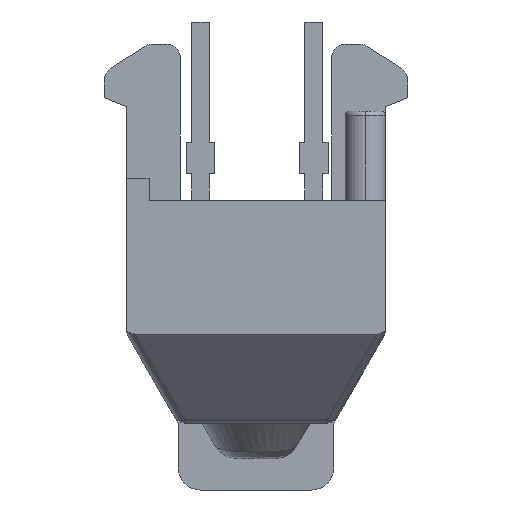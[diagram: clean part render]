
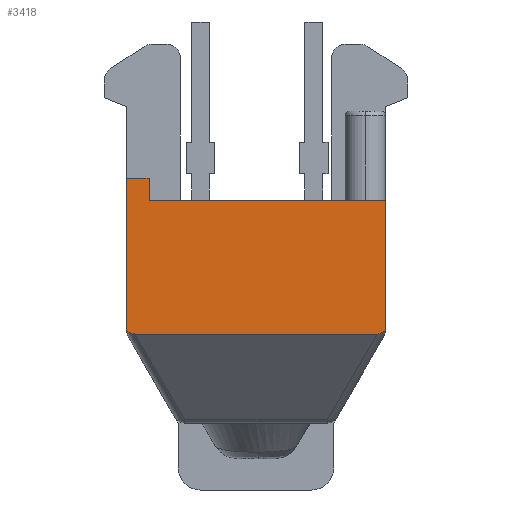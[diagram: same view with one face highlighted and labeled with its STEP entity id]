
A CAD part, left-side view. The second image highlights one B-rep face of the part: STEP entity #3418.
In plain terms, the highlighted planar face has unit normal (-1, 0, 0).
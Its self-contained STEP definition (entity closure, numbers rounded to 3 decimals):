
#1 = ORIENTED_EDGE ( 'NONE', *, *, #3848, .F. ) ;
#84 = VERTEX_POINT ( 'NONE', #6561 ) ;
#156 = LINE ( 'NONE', #4768, #10815 ) ;
#216 = FACE_OUTER_BOUND ( 'NONE', #3520, .T. ) ;
#321 = ORIENTED_EDGE ( 'NONE', *, *, #1969, .T. ) ;
#923 = EDGE_CURVE ( 'NONE', #8066, #6179, #3424, .T. ) ;
#1025 = VERTEX_POINT ( 'NONE', #5661 ) ;
#1120 = CARTESIAN_POINT ( 'NONE',  ( 0., 5.3, 3.5 ) ) ;
#1169 = VECTOR ( 'NONE', #4316, 1000. ) ;
#1183 = VECTOR ( 'NONE', #7264, 1000. ) ;
#1445 = VERTEX_POINT ( 'NONE', #5157 ) ;
#1791 = LINE ( 'NONE', #3308, #1169 ) ;
#1969 = EDGE_CURVE ( 'NONE', #11584, #10752, #156, .T. ) ;
#2012 = ORIENTED_EDGE ( 'NONE', *, *, #9154, .T. ) ;
#2166 = ORIENTED_EDGE ( 'NONE', *, *, #6256, .F. ) ;
#2297 = ORIENTED_EDGE ( 'NONE', *, *, #4211, .T. ) ;
#2314 = CARTESIAN_POINT ( 'NONE',  ( 0., 0.187, 0. ) ) ;
#2344 = VERTEX_POINT ( 'NONE', #3812 ) ;
#2607 = EDGE_CURVE ( 'NONE', #1445, #1025, #6725, .T. ) ;
#2652 = CARTESIAN_POINT ( 'NONE',  ( 0., 5.3, 3.5 ) ) ;
#2799 = DIRECTION ( 'NONE',  ( 0., -1., 0. ) ) ;
#3308 = CARTESIAN_POINT ( 'NONE',  ( 0., 5.8, 3. ) ) ;
#3342 =( BOUNDED_CURVE ( )  B_SPLINE_CURVE ( 3, ( #9238, #3999, #10748, #5575 ),
 .UNSPECIFIED., .F., .F. ) 
 B_SPLINE_CURVE_WITH_KNOTS ( ( 4, 4 ),
 ( 5.263, 5.922 ),
 .UNSPECIFIED. ) 
 CURVE ( )  GEOMETRIC_REPRESENTATION_ITEM ( )  RATIONAL_B_SPLINE_CURVE ( ( 1., 0.964, 0.964, 1. ) ) 
 REPRESENTATION_ITEM ( '' )  );
#3393 = ORIENTED_EDGE ( 'NONE', *, *, #2607, .F. ) ;
#3418 = ADVANCED_FACE ( 'NONE', ( #216 ), #8852, .F. ) ;
#3424 = LINE ( 'NONE', #3705, #11128 ) ;
#3510 = CARTESIAN_POINT ( 'NONE',  ( 0., 0.187, 0. ) ) ;
#3520 = EDGE_LOOP ( 'NONE', ( #2297, #2012, #321, #8415, #6085, #3393, #1, #2166, #4398 ) ) ;
#3523 = AXIS2_PLACEMENT_3D ( 'NONE', #5540, #9722, #9089 ) ;
#3705 = CARTESIAN_POINT ( 'NONE',  ( 0., 5.8, 3.5 ) ) ;
#3812 = CARTESIAN_POINT ( 'NONE',  ( 0., 5.8, 0.074 ) ) ;
#3848 = EDGE_CURVE ( 'NONE', #6952, #1445, #1791, .T. ) ;
#3852 = CARTESIAN_POINT ( 'NONE',  ( 0., 0.062, 0.026 ) ) ;
#3999 = CARTESIAN_POINT ( 'NONE',  ( 0., 5.738, 0.026 ) ) ;
#4211 = EDGE_CURVE ( 'NONE', #8066, #2344, #9326, .T. ) ;
#4276 = CARTESIAN_POINT ( 'NONE',  ( 0., 5.8, 3. ) ) ;
#4316 = DIRECTION ( 'NONE',  ( 0., -1., 0. ) ) ;
#4398 = ORIENTED_EDGE ( 'NONE', *, *, #923, .F. ) ;
#4473 = DIRECTION ( 'NONE',  ( 0., 0., -1. ) ) ;
#4584 = VECTOR ( 'NONE', #4473, 1000. ) ;
#4768 = CARTESIAN_POINT ( 'NONE',  ( 0., 1.67, 0. ) ) ;
#4899 = VECTOR ( 'NONE', #5716, 1000. ) ;
#5157 = CARTESIAN_POINT ( 'NONE',  ( 0., 0.45, 3. ) ) ;
#5367 = DIRECTION ( 'NONE',  ( 0., -1., 0. ) ) ;
#5393 = EDGE_CURVE ( 'NONE', #1025, #84, #7610, .T. ) ;
#5540 = CARTESIAN_POINT ( 'NONE',  ( 0., 1.67, 3. ) ) ;
#5575 = CARTESIAN_POINT ( 'NONE',  ( 0., 5.613, 0. ) ) ;
#5661 = CARTESIAN_POINT ( 'NONE',  ( 0., 0., 3. ) ) ;
#5716 = DIRECTION ( 'NONE',  ( 0., 0., -1. ) ) ;
#6085 = ORIENTED_EDGE ( 'NONE', *, *, #5393, .F. ) ;
#6179 = VERTEX_POINT ( 'NONE', #1120 ) ;
#6256 = EDGE_CURVE ( 'NONE', #6179, #6952, #6377, .T. ) ;
#6377 = LINE ( 'NONE', #2652, #4584 ) ;
#6561 = CARTESIAN_POINT ( 'NONE',  ( 0., 0., 0.074 ) ) ;
#6725 = LINE ( 'NONE', #8854, #11114 ) ;
#6798 = CARTESIAN_POINT ( 'NONE',  ( 0., 5.3, 3. ) ) ;
#6952 = VERTEX_POINT ( 'NONE', #6798 ) ;
#7264 = DIRECTION ( 'NONE',  ( 0., 0., -1. ) ) ;
#7285 = EDGE_CURVE ( 'NONE', #10752, #84, #8008, .T. ) ;
#7610 = LINE ( 'NONE', #10147, #4899 ) ;
#8008 =( BOUNDED_CURVE ( )  B_SPLINE_CURVE ( 3, ( #2314, #9100, #3852, #10591 ),
 .UNSPECIFIED., .F., .F. ) 
 B_SPLINE_CURVE_WITH_KNOTS ( ( 4, 4 ),
 ( 3.503, 4.162 ),
 .UNSPECIFIED. ) 
 CURVE ( )  GEOMETRIC_REPRESENTATION_ITEM ( )  RATIONAL_B_SPLINE_CURVE ( ( 1., 0.964, 0.964, 1. ) ) 
 REPRESENTATION_ITEM ( '' )  );
#8066 = VERTEX_POINT ( 'NONE', #8578 ) ;
#8415 = ORIENTED_EDGE ( 'NONE', *, *, #7285, .T. ) ;
#8578 = CARTESIAN_POINT ( 'NONE',  ( 0., 5.8, 3.5 ) ) ;
#8852 = PLANE ( 'NONE',  #3523 ) ;
#8854 = CARTESIAN_POINT ( 'NONE',  ( 0., 5.8, 3. ) ) ;
#9064 = CARTESIAN_POINT ( 'NONE',  ( 0., 5.613, 0. ) ) ;
#9089 = DIRECTION ( 'NONE',  ( 0., 1., 0. ) ) ;
#9100 = CARTESIAN_POINT ( 'NONE',  ( 0., 0.126, 0. ) ) ;
#9154 = EDGE_CURVE ( 'NONE', #2344, #11584, #3342, .T. ) ;
#9238 = CARTESIAN_POINT ( 'NONE',  ( 0., 5.8, 0.074 ) ) ;
#9326 = LINE ( 'NONE', #4276, #1183 ) ;
#9722 = DIRECTION ( 'NONE',  ( 1., 0., 0. ) ) ;
#10147 = CARTESIAN_POINT ( 'NONE',  ( 0., 0., 3. ) ) ;
#10591 = CARTESIAN_POINT ( 'NONE',  ( 0., 0., 0.074 ) ) ;
#10748 = CARTESIAN_POINT ( 'NONE',  ( 0., 5.674, 0. ) ) ;
#10752 = VERTEX_POINT ( 'NONE', #3510 ) ;
#10815 = VECTOR ( 'NONE', #5367, 1000. ) ;
#11097 = DIRECTION ( 'NONE',  ( 0., -1., 0. ) ) ;
#11114 = VECTOR ( 'NONE', #11097, 1000. ) ;
#11128 = VECTOR ( 'NONE', #2799, 1000. ) ;
#11584 = VERTEX_POINT ( 'NONE', #9064 ) ;
